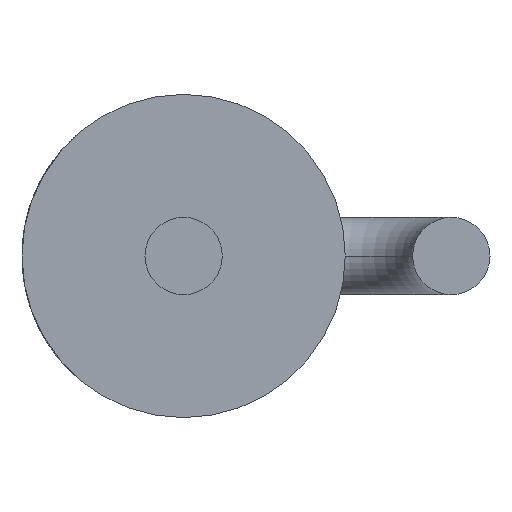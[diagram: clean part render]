
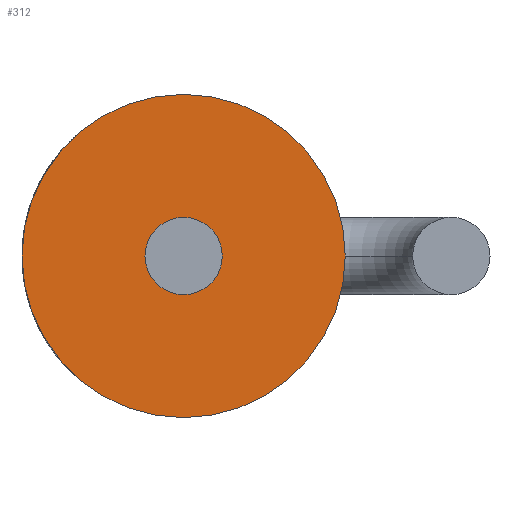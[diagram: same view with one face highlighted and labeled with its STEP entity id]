
A CAD part, front view. The second image highlights one B-rep face of the part: STEP entity #312.
In plain terms, the highlighted planar face has unit normal (0, -1, 0).
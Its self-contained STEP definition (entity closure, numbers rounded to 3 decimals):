
#37 = FACE_OUTER_BOUND ( 'NONE', #1054, .T. ) ;
#42 = CIRCLE ( 'NONE', #688, 1.15 ) ;
#145 = ORIENTED_EDGE ( 'NONE', *, *, #306, .F. ) ;
#269 = DIRECTION ( 'NONE',  ( 0., -1., 0. ) ) ;
#306 = EDGE_CURVE ( 'NONE', #309, #2725, #2272, .T. ) ;
#309 = VERTEX_POINT ( 'NONE', #1240 ) ;
#310 = DIRECTION ( 'NONE',  ( 0., 1., 0. ) ) ;
#312 = ADVANCED_FACE ( 'NONE', ( #2243, #37 ), #2974, .F. ) ;
#319 = CARTESIAN_POINT ( 'NONE',  ( 0.275, 1., 0. ) ) ;
#370 = EDGE_LOOP ( 'NONE', ( #1539, #145 ) ) ;
#382 = CARTESIAN_POINT ( 'NONE',  ( 0., 1., 0. ) ) ;
#426 = AXIS2_PLACEMENT_3D ( 'NONE', #382, #1096, #1781 ) ;
#688 = AXIS2_PLACEMENT_3D ( 'NONE', #3002, #310, #2526 ) ;
#711 = CARTESIAN_POINT ( 'NONE',  ( 0., 1., 1.15 ) ) ;
#771 = CARTESIAN_POINT ( 'NONE',  ( 0., 1., 0. ) ) ;
#906 = DIRECTION ( 'NONE',  ( 0., 1., 0. ) ) ;
#1027 = ORIENTED_EDGE ( 'NONE', *, *, #2525, .F. ) ;
#1054 = EDGE_LOOP ( 'NONE', ( #2996, #1027 ) ) ;
#1096 = DIRECTION ( 'NONE',  ( 0., 1., 0. ) ) ;
#1168 = DIRECTION ( 'NONE',  ( 0., 0., 1. ) ) ;
#1194 = AXIS2_PLACEMENT_3D ( 'NONE', #771, #1718, #1998 ) ;
#1240 = CARTESIAN_POINT ( 'NONE',  ( -0.275, 1., 0. ) ) ;
#1431 = CARTESIAN_POINT ( 'NONE',  ( 0., 1., 0. ) ) ;
#1539 = ORIENTED_EDGE ( 'NONE', *, *, #3019, .F. ) ;
#1590 = CIRCLE ( 'NONE', #1696, 1.15 ) ;
#1605 = AXIS2_PLACEMENT_3D ( 'NONE', #2470, #269, #2924 ) ;
#1696 = AXIS2_PLACEMENT_3D ( 'NONE', #1431, #906, #1168 ) ;
#1718 = DIRECTION ( 'NONE',  ( 0., -1., 0. ) ) ;
#1781 = DIRECTION ( 'NONE',  ( 0., 0., 1. ) ) ;
#1998 = DIRECTION ( 'NONE',  ( 0., 0., 1. ) ) ;
#2031 = EDGE_CURVE ( 'NONE', #2554, #2959, #42, .T. ) ;
#2243 = FACE_BOUND ( 'NONE', #370, .T. ) ;
#2272 = CIRCLE ( 'NONE', #1605, 0.275 ) ;
#2470 = CARTESIAN_POINT ( 'NONE',  ( 0., 1., 0. ) ) ;
#2525 = EDGE_CURVE ( 'NONE', #2959, #2554, #1590, .T. ) ;
#2526 = DIRECTION ( 'NONE',  ( 0., 0., 1. ) ) ;
#2554 = VERTEX_POINT ( 'NONE', #3139 ) ;
#2628 = CIRCLE ( 'NONE', #1194, 0.275 ) ;
#2725 = VERTEX_POINT ( 'NONE', #319 ) ;
#2924 = DIRECTION ( 'NONE',  ( 0., 0., 1. ) ) ;
#2959 = VERTEX_POINT ( 'NONE', #711 ) ;
#2974 = PLANE ( 'NONE',  #426 ) ;
#2996 = ORIENTED_EDGE ( 'NONE', *, *, #2031, .F. ) ;
#3002 = CARTESIAN_POINT ( 'NONE',  ( 0., 1., 0. ) ) ;
#3019 = EDGE_CURVE ( 'NONE', #2725, #309, #2628, .T. ) ;
#3139 = CARTESIAN_POINT ( 'NONE',  ( 0., 1., -1.15 ) ) ;
